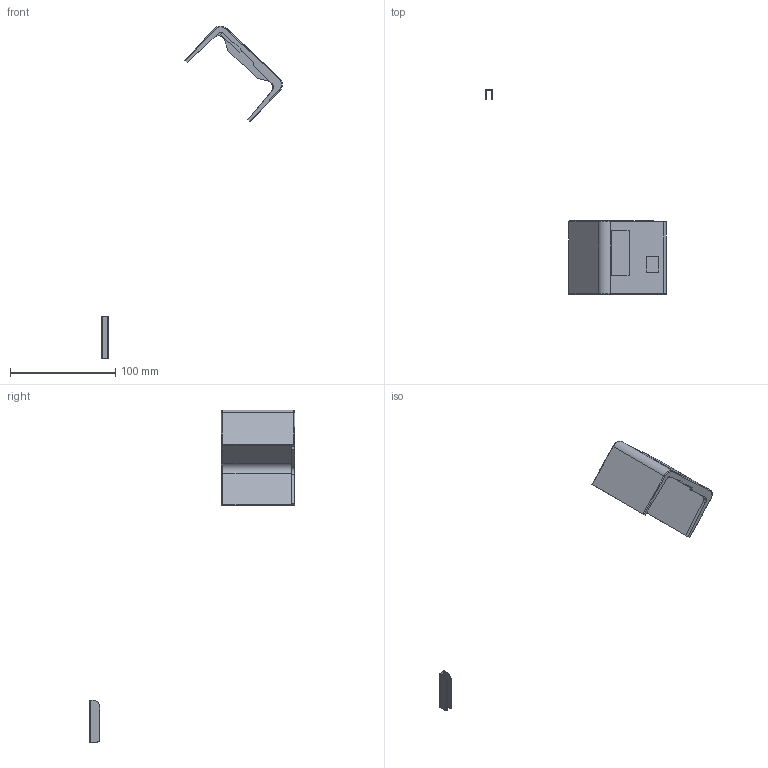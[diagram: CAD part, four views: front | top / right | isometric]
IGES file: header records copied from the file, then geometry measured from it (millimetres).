
Start section: SolidWorks IGES file using analytic representation for surfaces
Global section: file name: Turbomax 65-TXT(OPTION).IGS; native system: SolidWorks 2019; preprocessor: SolidWorks 2019; author: lucbi; date: 190926.155632; units: inch
Bounding box: 172.11 x 195.39 x 315.95 mm (x, y, z)
Volume: 27163.2 mm3; surface area: 33675.3 mm2
Topology: 4 solids, 4 shells, 85 faces, 220 edges, 144 vertices
Faces by surface type: plane 54, revolution 31
